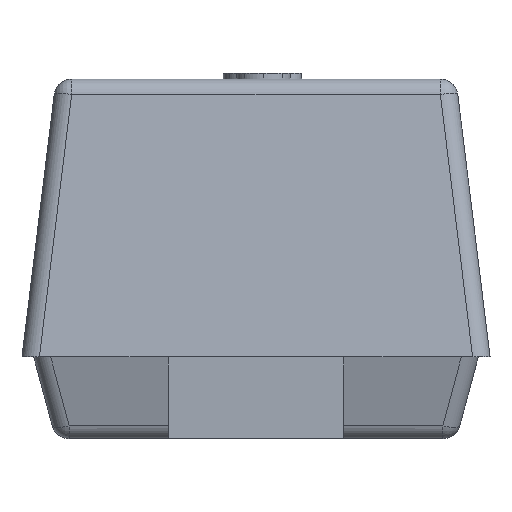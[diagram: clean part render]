
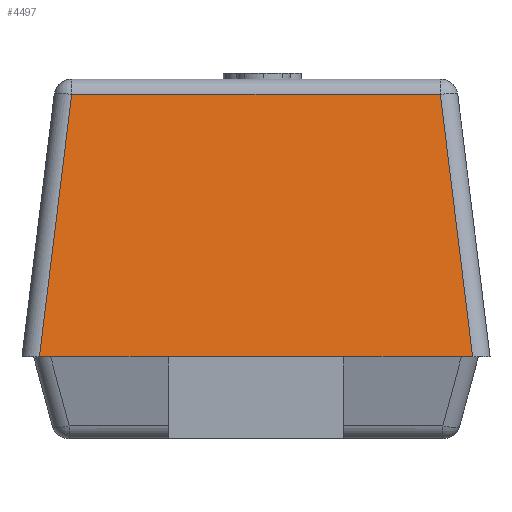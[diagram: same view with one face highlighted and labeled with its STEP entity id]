
A CAD part, left-side view. The second image highlights one B-rep face of the part: STEP entity #4497.
In plain terms, the highlighted planar face has unit normal (-0.993, 0, 0.122).
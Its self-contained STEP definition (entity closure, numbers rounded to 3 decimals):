
#93 = VECTOR ( 'NONE', #11727, 1000. ) ;
#354 = LINE ( 'NONE', #8718, #4195 ) ;
#390 = VERTEX_POINT ( 'NONE', #6693 ) ;
#833 = ORIENTED_EDGE ( 'NONE', *, *, #9790, .T. ) ;
#1585 = CARTESIAN_POINT ( 'NONE',  ( -0.545, 0.315, 1.506 ) ) ;
#1697 = VERTEX_POINT ( 'NONE', #4043 ) ;
#1882 = EDGE_CURVE ( 'NONE', #390, #11329, #2487, .T. ) ;
#2487 = LINE ( 'NONE', #2551, #93 ) ;
#2498 = CARTESIAN_POINT ( 'NONE',  ( -0.6, -0.371, 1.054 ) ) ;
#2551 = CARTESIAN_POINT ( 'NONE',  ( -0.545, -0.4, 1.506 ) ) ;
#3563 = CARTESIAN_POINT ( 'NONE',  ( -0.6, -0.15, 1.057 ) ) ;
#3708 = PLANE ( 'NONE',  #10533 ) ;
#3848 = ORIENTED_EDGE ( 'NONE', *, *, #6645, .T. ) ;
#3921 = ORIENTED_EDGE ( 'NONE', *, *, #5566, .T. ) ;
#4043 = CARTESIAN_POINT ( 'NONE',  ( -0.6, 0.37, 1.057 ) ) ;
#4066 = VECTOR ( 'NONE', #12665, 1000. ) ;
#4195 = VECTOR ( 'NONE', #12795, 1000. ) ;
#4497 = ADVANCED_FACE ( 'NONE', ( #11734 ), #3708, .T. ) ;
#4520 = CARTESIAN_POINT ( 'NONE',  ( -0.6, 0.15, 1.057 ) ) ;
#4619 = CARTESIAN_POINT ( 'NONE',  ( -0.6, -0.37, 1.057 ) ) ;
#4898 = CARTESIAN_POINT ( 'NONE',  ( -0.6, -0.4, 1.057 ) ) ;
#5566 = EDGE_CURVE ( 'NONE', #8333, #12510, #7821, .T. ) ;
#5613 = ORIENTED_EDGE ( 'NONE', *, *, #10498, .T. ) ;
#6645 = EDGE_CURVE ( 'NONE', #11329, #1697, #10629, .T. ) ;
#6651 = LINE ( 'NONE', #2498, #4066 ) ;
#6693 = CARTESIAN_POINT ( 'NONE',  ( -0.545, -0.315, 1.506 ) ) ;
#6797 = CARTESIAN_POINT ( 'NONE',  ( -0.6, -0.4, 1.057 ) ) ;
#6962 = DIRECTION ( 'NONE',  ( 0., -1., 0. ) ) ;
#7821 = LINE ( 'NONE', #8575, #12281 ) ;
#8279 = EDGE_CURVE ( 'NONE', #12510, #390, #6651, .T. ) ;
#8333 = VERTEX_POINT ( 'NONE', #3563 ) ;
#8496 = EDGE_LOOP ( 'NONE', ( #12204, #3848, #5613, #833, #3921, #11205 ) ) ;
#8575 = CARTESIAN_POINT ( 'NONE',  ( -0.6, -0.4, 1.057 ) ) ;
#8718 = CARTESIAN_POINT ( 'NONE',  ( -0.6, -0.4, 1.057 ) ) ;
#8818 = DIRECTION ( 'NONE',  ( -0.121, 0.121, -0.985 ) ) ;
#9059 = VERTEX_POINT ( 'NONE', #4520 ) ;
#9542 = VECTOR ( 'NONE', #6962, 1000. ) ;
#9790 = EDGE_CURVE ( 'NONE', #9059, #8333, #10963, .T. ) ;
#9879 = DIRECTION ( 'NONE',  ( -0.993, 0., 0.122 ) ) ;
#10498 = EDGE_CURVE ( 'NONE', #1697, #9059, #354, .T. ) ;
#10533 = AXIS2_PLACEMENT_3D ( 'NONE', #6797, #9879, #11940 ) ;
#10629 = LINE ( 'NONE', #11758, #12772 ) ;
#10963 = LINE ( 'NONE', #4898, #9542 ) ;
#11205 = ORIENTED_EDGE ( 'NONE', *, *, #8279, .T. ) ;
#11329 = VERTEX_POINT ( 'NONE', #1585 ) ;
#11727 = DIRECTION ( 'NONE',  ( 0., 1., 0. ) ) ;
#11734 = FACE_OUTER_BOUND ( 'NONE', #8496, .T. ) ;
#11758 = CARTESIAN_POINT ( 'NONE',  ( -0.589, 0.359, 1.149 ) ) ;
#11907 = DIRECTION ( 'NONE',  ( 0., -1., 0. ) ) ;
#11940 = DIRECTION ( 'NONE',  ( 0., -1., 0. ) ) ;
#12204 = ORIENTED_EDGE ( 'NONE', *, *, #1882, .T. ) ;
#12281 = VECTOR ( 'NONE', #11907, 1000. ) ;
#12510 = VERTEX_POINT ( 'NONE', #4619 ) ;
#12665 = DIRECTION ( 'NONE',  ( 0.121, 0.121, 0.985 ) ) ;
#12772 = VECTOR ( 'NONE', #8818, 1000. ) ;
#12795 = DIRECTION ( 'NONE',  ( 0., -1., 0. ) ) ;
